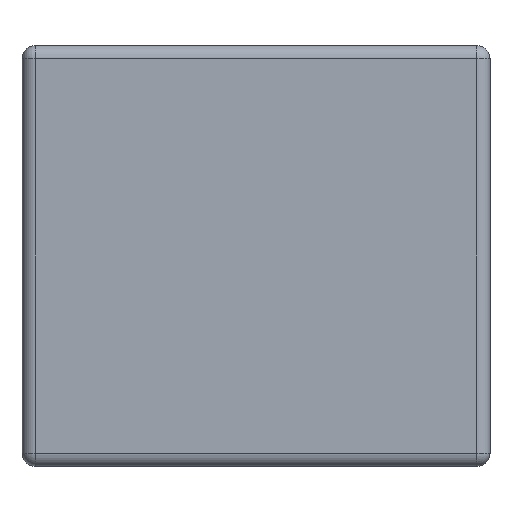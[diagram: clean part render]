
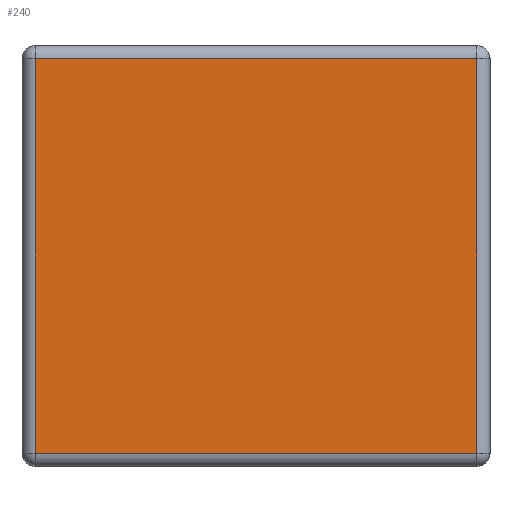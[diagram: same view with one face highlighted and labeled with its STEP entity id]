
A CAD part, left-side view. The second image highlights one B-rep face of the part: STEP entity #240.
In plain terms, the highlighted planar face has unit normal (-1, 0, 0).
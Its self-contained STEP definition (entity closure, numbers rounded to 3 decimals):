
#35 = ORIENTED_EDGE ( 'NONE', *, *, #222, .T. ) ;
#40 = EDGE_CURVE ( 'NONE', #245, #247, #451, .T. ) ;
#222 = EDGE_CURVE ( 'NONE', #247, #223, #1092, .T. ) ;
#223 = VERTEX_POINT ( 'NONE', #1088 ) ;
#224 = ORIENTED_EDGE ( 'NONE', *, *, #225, .T. ) ;
#225 = EDGE_CURVE ( 'NONE', #223, #244, #1086, .T. ) ;
#240 = ADVANCED_FACE ( 'NONE', ( #1110 ), #1156, .F. ) ;
#241 = EDGE_LOOP ( 'NONE', ( #242, #246, #35, #224 ) ) ;
#242 = ORIENTED_EDGE ( 'NONE', *, *, #243, .T. ) ;
#243 = EDGE_CURVE ( 'NONE', #244, #245, #1151, .T. ) ;
#244 = VERTEX_POINT ( 'NONE', #1147 ) ;
#245 = VERTEX_POINT ( 'NONE', #1146 ) ;
#246 = ORIENTED_EDGE ( 'NONE', *, *, #40, .T. ) ;
#247 = VERTEX_POINT ( 'NONE', #1145 ) ;
#449 = DIRECTION ( 'NONE',  ( 0., 0., -1. ) ) ;
#450 = CARTESIAN_POINT ( 'NONE',  ( -1.6, 1.73, 0.8 ) ) ;
#451 = LINE ( 'NONE', #450, #504 ) ;
#504 = VECTOR ( 'NONE', #449, 1000. ) ;
#1083 = DIRECTION ( 'NONE',  ( 0., 0., 1. ) ) ;
#1084 = VECTOR ( 'NONE', #1083, 1000. ) ;
#1085 = CARTESIAN_POINT ( 'NONE',  ( -1.6, 0.05, 0.8 ) ) ;
#1086 = LINE ( 'NONE', #1085, #1084 ) ;
#1088 = CARTESIAN_POINT ( 'NONE',  ( -1.6, 0.05, -0.75 ) ) ;
#1089 = DIRECTION ( 'NONE',  ( 0., -1., 0. ) ) ;
#1090 = VECTOR ( 'NONE', #1089, 1000. ) ;
#1091 = CARTESIAN_POINT ( 'NONE',  ( -1.6, 1.78, -0.75 ) ) ;
#1092 = LINE ( 'NONE', #1091, #1090 ) ;
#1110 = FACE_OUTER_BOUND ( 'NONE', #241, .T. ) ;
#1145 = CARTESIAN_POINT ( 'NONE',  ( -1.6, 1.73, -0.75 ) ) ;
#1146 = CARTESIAN_POINT ( 'NONE',  ( -1.6, 1.73, 0.75 ) ) ;
#1147 = CARTESIAN_POINT ( 'NONE',  ( -1.6, 0.05, 0.75 ) ) ;
#1148 = DIRECTION ( 'NONE',  ( 0., 1., 0. ) ) ;
#1149 = VECTOR ( 'NONE', #1148, 1000. ) ;
#1150 = CARTESIAN_POINT ( 'NONE',  ( -1.6, 1.78, 0.75 ) ) ;
#1151 = LINE ( 'NONE', #1150, #1149 ) ;
#1152 = DIRECTION ( 'NONE',  ( 0., 0., -1. ) ) ;
#1153 = DIRECTION ( 'NONE',  ( 1., 0., 0. ) ) ;
#1154 = CARTESIAN_POINT ( 'NONE',  ( -1.6, 1.78, 0.8 ) ) ;
#1155 = AXIS2_PLACEMENT_3D ( 'NONE', #1154, #1153, #1152 ) ;
#1156 = PLANE ( 'NONE',  #1155 ) ;
